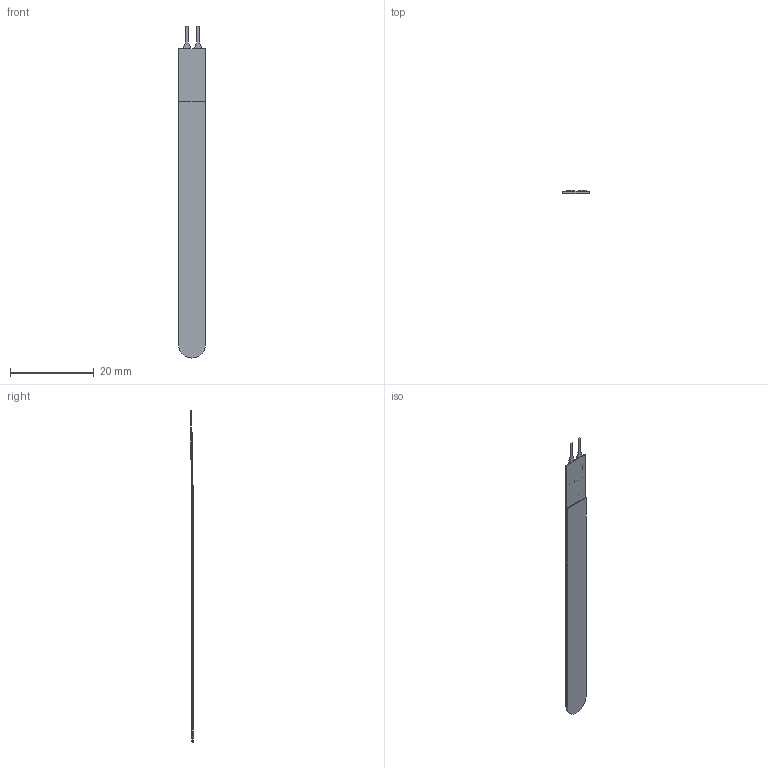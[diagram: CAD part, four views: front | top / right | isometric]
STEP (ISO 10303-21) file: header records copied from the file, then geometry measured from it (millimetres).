
FILE_DESCRIPTION (( 'STEP AP214' ), '1' );
FILE_NAME ('FlexSensor.STEP', '2025-01-02T21:10:13', ( '' ), ( '' ), 'SwSTEP 2.0', 'SolidWorks 2022', '' );
FILE_SCHEMA (( 'AUTOMOTIVE_DESIGN' ));
Length unit declared in the file: millimetre
Products named in the file (5): Plastic_Stiffner; Flex_Sensor_Circuit; GoldProngTerminal; PlasticFilm; FlexSensor
Assembly tree (5 placements, depth 2):
  FlexSensor
    PlasticFilm
    Flex_Sensor_Circuit
    Plastic_Stiffner
    GoldProngTerminal  x2
Bounding box: 6.35 x 0.65 x 79.26 mm (x, y, z)
Volume: 190.3 mm3; surface area: 2414.3 mm2
Topology: 5 solids, 5 shells, 234 faces, 672 edges, 448 vertices
Faces by surface type: plane 227, cylinder 7
Entity records: 9529 total; most frequent: CARTESIAN_POINT 1300, ORIENTED_EDGE 1284, DIRECTION 1112, EDGE_CURVE 642, VECTOR 632, LINE 632, VERTEX_POINT 428, AXIS2_PLACEMENT_3D 240
